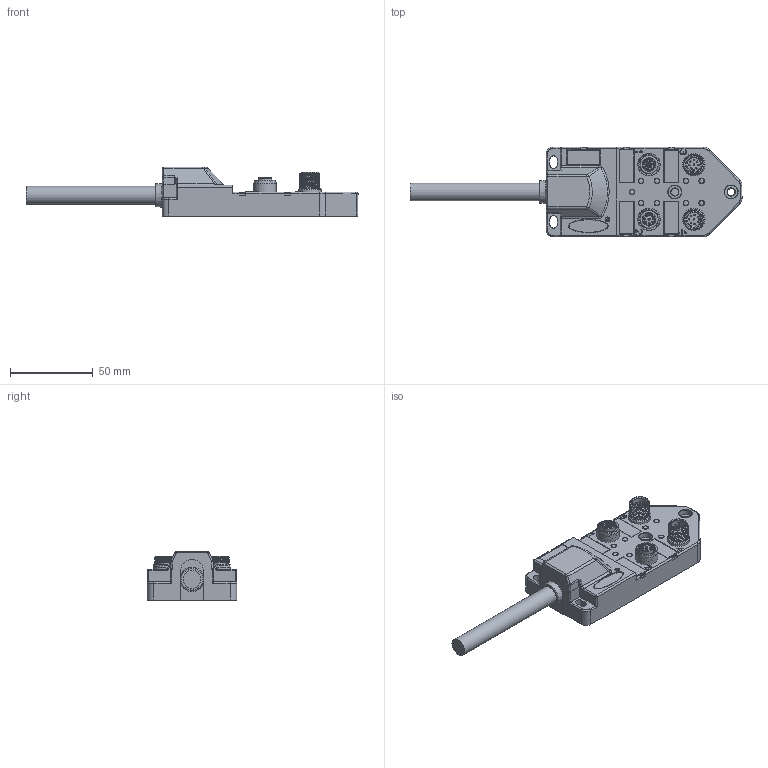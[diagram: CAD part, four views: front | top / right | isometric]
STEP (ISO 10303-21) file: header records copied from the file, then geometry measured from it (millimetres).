
FILE_DESCRIPTION(('FreeCAD Model'),'2;1');
FILE_NAME('PA0190.STEP', '2024-11-27T13:30:51',('Author'),(''), 'Open CASCADE STEP processor 7.3','FreeCAD','Unknown');
FILE_SCHEMA(('AUTOMOTIVE_DESIGN { 1 0 10303 214 1 1 1 1 }'));
Length unit declared in the file: millimetre
Products named in the file (11): PA0190; 1; 2; 3; 4; 5.1; 5.2; 5; 6; 11; 20
Assembly tree (24 placements, depth 3):
  PA0190
    1
    2
    3
    4
      5.1
      5.2
    5
      5.1
      5.2
    6
    11  x5
    20  x9
Bounding box: 200 x 54 x 30 mm (x, y, z)
Volume: 101408.6 mm3; surface area: 46410.5 mm2
Topology: 26 solids, 28 shells, 2258 faces, 8937 edges, 15636 vertices
Faces by surface type: plane 1211, cylinder 628, bspline 216, cone 127, torus 58, revolution 18
Full cylindrical faces by diameter (mm): 0.8 x34, 1 x9, 1.05 x6, 1.5 x12, 1.55 x2, 1.8 x20, 2.5 x1, 3 x11, 3.05 x9, 3.1 x9, 3.7 x9, 4 x9, 4.5 x1, 7.5 x2, 7.8 x4, 8 x2, 8.2 x2, 8.3 x2, 8.5 x1, 9.2 x6, 9.5 x2, 9.6 x4, 10.5 x2, 10.6 x2, 10.7 x2, 10.8 x1, 11 x18, 13.4 x4, 13.5 x4
Entity records: 281217 total; most frequent: CARTESIAN_POINT 179339, DIRECTION 16608, LINE 8942, VECTOR 8942, ORIENTED_EDGE 8236, PCURVE 8236, DEFINITIONAL_REPRESENTATION 8236, EDGE_CURVE 4118
